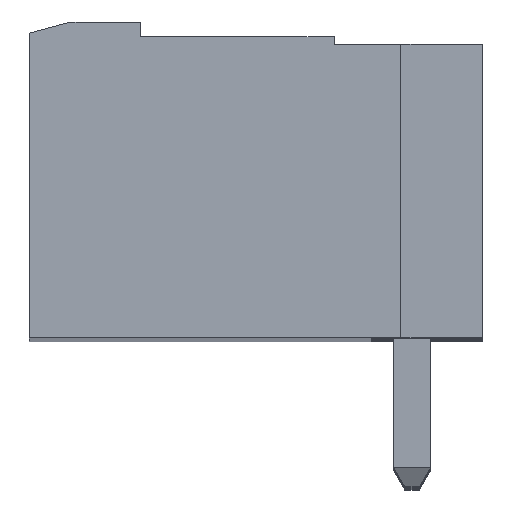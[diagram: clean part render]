
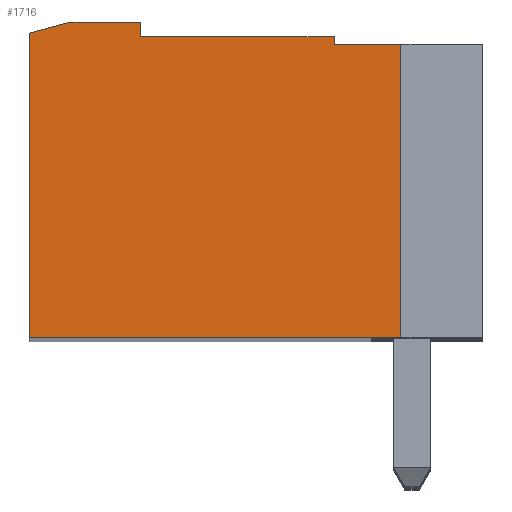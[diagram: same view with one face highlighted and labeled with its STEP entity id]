
A CAD part, top view. The second image highlights one B-rep face of the part: STEP entity #1716.
In plain terms, the highlighted planar face has unit normal (0, 0, 1).
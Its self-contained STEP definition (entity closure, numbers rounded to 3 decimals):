
#1716 = ADVANCED_FACE( '', ( #3521 ), #3522, .T. );
#3521 = FACE_OUTER_BOUND( '', #5383, .T. );
#3522 = PLANE( '', #5384 );
#5383 = EDGE_LOOP( '', ( #10595, #10596, #10597, #10598, #10599, #10600, #10601, #10602, #10603 ) );
#5384 = AXIS2_PLACEMENT_3D( '', #10604, #10605, #10606 );
#10595 = ORIENTED_EDGE( '', *, *, #11974, .F. );
#10596 = ORIENTED_EDGE( '', *, *, #12748, .F. );
#10597 = ORIENTED_EDGE( '', *, *, #12590, .F. );
#10598 = ORIENTED_EDGE( '', *, *, #12698, .F. );
#10599 = ORIENTED_EDGE( '', *, *, #13147, .F. );
#10600 = ORIENTED_EDGE( '', *, *, #12712, .F. );
#10601 = ORIENTED_EDGE( '', *, *, #12677, .F. );
#10602 = ORIENTED_EDGE( '', *, *, #12364, .F. );
#10603 = ORIENTED_EDGE( '', *, *, #12899, .F. );
#10604 = CARTESIAN_POINT( '', ( 204.225, 204.11, 41.64 ) );
#10605 = DIRECTION( '', ( 0., 0., 1. ) );
#10606 = DIRECTION( '', ( 0., 1., 0. ) );
#11974 = EDGE_CURVE( '', #14773, #14775, #14776, .T. );
#12364 = EDGE_CURVE( '', #15347, #15342, #15349, .T. );
#12590 = EDGE_CURVE( '', #15652, #15655, #15656, .T. );
#12677 = EDGE_CURVE( '', #15342, #15775, #15776, .T. );
#12698 = EDGE_CURVE( '', #15800, #15652, #15803, .T. );
#12712 = EDGE_CURVE( '', #15775, #15819, #15820, .T. );
#12748 = EDGE_CURVE( '', #15655, #14773, #15862, .T. );
#12899 = EDGE_CURVE( '', #14775, #15347, #16033, .T. );
#13147 = EDGE_CURVE( '', #15819, #15800, #16297, .T. );
#14773 = VERTEX_POINT( '', #18657 );
#14775 = VERTEX_POINT( '', #18660 );
#14776 = LINE( '', #18661, #18662 );
#15342 = VERTEX_POINT( '', #19516 );
#15347 = VERTEX_POINT( '', #19523 );
#15349 = LINE( '', #19526, #19527 );
#15652 = VERTEX_POINT( '', #19992 );
#15655 = VERTEX_POINT( '', #19996 );
#15656 = LINE( '', #19997, #19998 );
#15775 = VERTEX_POINT( '', #20191 );
#15776 = LINE( '', #20192, #20193 );
#15800 = VERTEX_POINT( '', #20233 );
#15803 = LINE( '', #20237, #20238 );
#15819 = VERTEX_POINT( '', #20262 );
#15820 = LINE( '', #20263, #20264 );
#15862 = LINE( '', #20328, #20329 );
#16033 = LINE( '', #20580, #20581 );
#16297 = LINE( '', #20956, #20957 );
#18657 = CARTESIAN_POINT( '', ( 204.225, 196.21, 41.64 ) );
#18660 = CARTESIAN_POINT( '', ( 194.225, 196.21, 41.64 ) );
#18661 = CARTESIAN_POINT( '', ( 194.225, 196.21, 41.64 ) );
#18662 = VECTOR( '', #21819, 1000. );
#19516 = CARTESIAN_POINT( '', ( 195.345, 204.71, 41.64 ) );
#19523 = CARTESIAN_POINT( '', ( 194.225, 204.41, 41.64 ) );
#19526 = CARTESIAN_POINT( '', ( 195.345, 204.71, 41.64 ) );
#19527 = VECTOR( '', #22168, 1000. );
#19992 = CARTESIAN_POINT( '', ( 202.425, 204.11, 41.64 ) );
#19996 = CARTESIAN_POINT( '', ( 204.225, 204.11, 41.64 ) );
#19997 = CARTESIAN_POINT( '', ( 204.225, 204.11, 41.64 ) );
#19998 = VECTOR( '', #22335, 1000. );
#20191 = CARTESIAN_POINT( '', ( 197.225, 204.71, 41.64 ) );
#20192 = CARTESIAN_POINT( '', ( 197.225, 204.71, 41.64 ) );
#20193 = VECTOR( '', #22413, 1000. );
#20233 = CARTESIAN_POINT( '', ( 202.425, 204.31, 41.64 ) );
#20237 = CARTESIAN_POINT( '', ( 202.425, 204.11, 41.64 ) );
#20238 = VECTOR( '', #22431, 1000. );
#20262 = CARTESIAN_POINT( '', ( 197.225, 204.31, 41.64 ) );
#20263 = CARTESIAN_POINT( '', ( 197.225, 204.31, 41.64 ) );
#20264 = VECTOR( '', #22440, 1000. );
#20328 = CARTESIAN_POINT( '', ( 204.225, 196.21, 41.64 ) );
#20329 = VECTOR( '', #22463, 1000. );
#20580 = CARTESIAN_POINT( '', ( 194.225, 204.41, 41.64 ) );
#20581 = VECTOR( '', #22562, 1000. );
#20956 = CARTESIAN_POINT( '', ( 202.425, 204.31, 41.64 ) );
#20957 = VECTOR( '', #22707, 1000. );
#21819 = DIRECTION( '', ( -1., 0., 0. ) );
#22168 = DIRECTION( '', ( 0.966, 0.259, 0. ) );
#22335 = DIRECTION( '', ( 1., 0., 0. ) );
#22413 = DIRECTION( '', ( 1., 0., 0. ) );
#22431 = DIRECTION( '', ( 0., -1., 0. ) );
#22440 = DIRECTION( '', ( 0., -1., 0. ) );
#22463 = DIRECTION( '', ( 0., -1., 0. ) );
#22562 = DIRECTION( '', ( 0., 1., 0. ) );
#22707 = DIRECTION( '', ( 1., 0., 0. ) );
